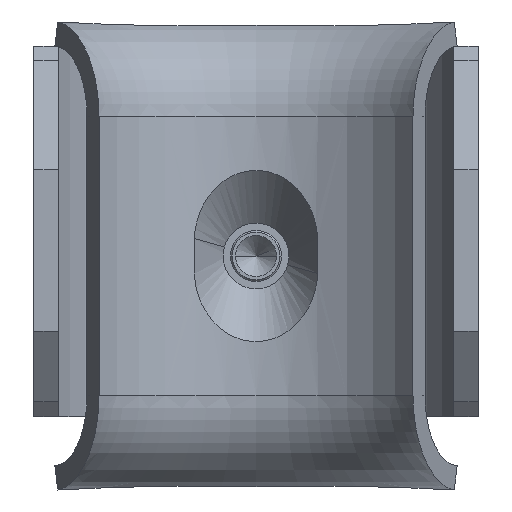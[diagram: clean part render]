
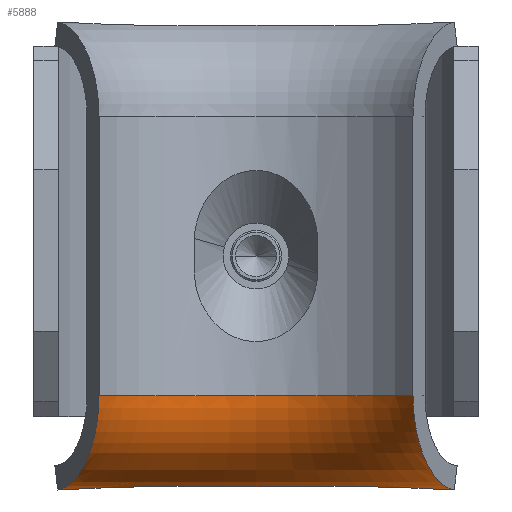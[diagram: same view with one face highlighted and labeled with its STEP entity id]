
A CAD part, front view. The second image highlights one B-rep face of the part: STEP entity #5888.
In plain terms, the highlighted toroidal (fillet/blend) face has major radius 16.75 mm and minor radius 5.75 mm.
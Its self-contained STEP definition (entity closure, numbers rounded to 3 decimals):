
#43 = CARTESIAN_POINT ( 'NONE',  ( 10.987, 1.337, -13.559 ) ) ;
#179 = CARTESIAN_POINT ( 'NONE',  ( 9.539, -1.916, -8.861 ) ) ;
#350 = AXIS2_PLACEMENT_3D ( 'NONE', #7788, #11887, #9996 ) ;
#370 = EDGE_CURVE ( 'NONE', #12785, #3295, #3948, .T. ) ;
#523 = CARTESIAN_POINT ( 'NONE',  ( -11.428, 2.327, -13.966 ) ) ;
#635 = EDGE_CURVE ( 'NONE', #5729, #10591, #11327, .T. ) ;
#789 = CARTESIAN_POINT ( 'NONE',  ( 1.059, 7.75, -14. ) ) ;
#898 = B_SPLINE_CURVE_WITH_KNOTS ( 'NONE', 3,
 ( #3753, #10125, #5899, #7846, #9989, #789, #2748, #12146, #9922, #923 ),
 .UNSPECIFIED., .F., .F.,
 ( 4, 2, 2, 2, 4 ),
 ( 0., 0.25, 0.5, 0.75, 1. ),
 .UNSPECIFIED. ) ;
#923 = CARTESIAN_POINT ( 'NONE',  ( 6.162, 6.426, -13.996 ) ) ;
#1068 = CARTESIAN_POINT ( 'NONE',  ( 9.534, -1.927, -8.473 ) ) ;
#1133 = CARTESIAN_POINT ( 'NONE',  ( 9.558, -1.872, -9.244 ) ) ;
#1198 = CARTESIAN_POINT ( 'NONE',  ( 10.583, 0.431, -12.988 ) ) ;
#1341 = CARTESIAN_POINT ( 'NONE',  ( -11.277, 1.989, -13.85 ) ) ;
#1546 = CARTESIAN_POINT ( 'NONE',  ( -10.848, 1.026, -13.387 ) ) ;
#1765 = CARTESIAN_POINT ( 'NONE',  ( -7.147, 5.982, -13.994 ) ) ;
#2087 = CARTESIAN_POINT ( 'NONE',  ( 11.885, 3.353, -14.189 ) ) ;
#2160 = CARTESIAN_POINT ( 'NONE',  ( -10.583, 0.431, -12.988 ) ) ;
#2216 = CARTESIAN_POINT ( 'NONE',  ( 11.277, 1.989, -13.85 ) ) ;
#2283 = CARTESIAN_POINT ( 'NONE',  ( 10.848, 1.026, -13.387 ) ) ;
#2293 = CARTESIAN_POINT ( 'NONE',  ( -10.987, 1.337, -13.559 ) ) ;
#2594 = ORIENTED_EDGE ( 'NONE', *, *, #12610, .F. ) ;
#2733 = CARTESIAN_POINT ( 'NONE',  ( 10.083, 4.616, -14.123 ) ) ;
#2748 = CARTESIAN_POINT ( 'NONE',  ( 2.117, 7.637, -14. ) ) ;
#2781 = AXIS2_PLACEMENT_3D ( 'NONE', #8190, #10072, #7179 ) ;
#2993 = EDGE_CURVE ( 'NONE', #7254, #5729, #9148, .T. ) ;
#3090 = CARTESIAN_POINT ( 'NONE',  ( 10.219, -0.387, -12.252 ) ) ;
#3163 = CARTESIAN_POINT ( 'NONE',  ( -9.686, -1.585, -10.356 ) ) ;
#3295 = VERTEX_POINT ( 'NONE', #8973 ) ;
#3706 = ORIENTED_EDGE ( 'NONE', *, *, #2993, .T. ) ;
#3753 = CARTESIAN_POINT ( 'NONE',  ( -6.162, 6.426, -13.996 ) ) ;
#3948 = B_SPLINE_CURVE_WITH_KNOTS ( 'NONE', 3,
 ( #6820, #12945, #2733, #5820, #9908, #4810 ),
 .UNSPECIFIED., .F., .F.,
 ( 4, 2, 4 ),
 ( 0.007, 0.01, 0.013 ),
 .UNSPECIFIED. ) ;
#4162 = CARTESIAN_POINT ( 'NONE',  ( 12.041, 3.704, -14.212 ) ) ;
#4170 = CARTESIAN_POINT ( 'NONE',  ( -9.558, -1.872, -9.244 ) ) ;
#4294 = CARTESIAN_POINT ( 'NONE',  ( 10.457, 0.146, -12.761 ) ) ;
#4668 = ORIENTED_EDGE ( 'NONE', *, *, #635, .T. ) ;
#4688 = ORIENTED_EDGE ( 'NONE', *, *, #4807, .F. ) ;
#4727 = CARTESIAN_POINT ( 'NONE',  ( -12.041, 3.704, -14.212 ) ) ;
#4784 = CARTESIAN_POINT ( 'NONE',  ( -6.162, 6.426, -13.996 ) ) ;
#4807 = EDGE_CURVE ( 'NONE', #7254, #12785, #12267, .T. ) ;
#4810 = CARTESIAN_POINT ( 'NONE',  ( 6.162, 6.426, -13.996 ) ) ;
#5041 = CARTESIAN_POINT ( 'NONE',  ( -10.11, -0.633, -11.973 ) ) ;
#5164 = CARTESIAN_POINT ( 'NONE',  ( 11.731, 3.008, -14.135 ) ) ;
#5175 = CARTESIAN_POINT ( 'NONE',  ( -9.534, -1.927, -8.666 ) ) ;
#5403 = CARTESIAN_POINT ( 'NONE',  ( 9.534, -1.927, -8.473 ) ) ;
#5729 = VERTEX_POINT ( 'NONE', #8727 ) ;
#5820 = CARTESIAN_POINT ( 'NONE',  ( 8.126, 5.53, -14.027 ) ) ;
#5888 = ADVANCED_FACE ( 'NONE', ( #13310 ), #13295, .T. ) ;
#5899 = CARTESIAN_POINT ( 'NONE',  ( -4.187, 7.193, -13.998 ) ) ;
#5906 = CARTESIAN_POINT ( 'NONE',  ( -6.162, 6.426, -13.996 ) ) ;
#6052 = CARTESIAN_POINT ( 'NONE',  ( -9.539, -1.916, -8.861 ) ) ;
#6173 = CARTESIAN_POINT ( 'NONE',  ( 9.572, -1.84, -9.432 ) ) ;
#6365 = CARTESIAN_POINT ( 'NONE',  ( 9.686, -1.585, -10.356 ) ) ;
#6442 = CARTESIAN_POINT ( 'NONE',  ( 12.041, 3.704, -14.212 ) ) ;
#6820 = CARTESIAN_POINT ( 'NONE',  ( 12.041, 3.704, -14.212 ) ) ;
#7179 = DIRECTION ( 'NONE',  ( 1., 0., 0. ) ) ;
#7254 = VERTEX_POINT ( 'NONE', #5403 ) ;
#7256 = CARTESIAN_POINT ( 'NONE',  ( -10.219, -0.387, -12.252 ) ) ;
#7312 = CARTESIAN_POINT ( 'NONE',  ( 9.914, -1.074, -11.366 ) ) ;
#7376 = CARTESIAN_POINT ( 'NONE',  ( 9.534, -1.927, -8.666 ) ) ;
#7607 = EDGE_LOOP ( 'NONE', ( #7791, #8843, #4688, #3706, #4668, #2594 ) ) ;
#7788 = CARTESIAN_POINT ( 'NONE',  ( 0., -7.414, -8.473 ) ) ;
#7791 = ORIENTED_EDGE ( 'NONE', *, *, #9787, .T. ) ;
#7846 = CARTESIAN_POINT ( 'NONE',  ( -2.117, 7.637, -14. ) ) ;
#7940 = CARTESIAN_POINT ( 'NONE',  ( -8.127, 5.529, -14.027 ) ) ;
#8190 = CARTESIAN_POINT ( 'NONE',  ( 0., -7.414, -8.473 ) ) ;
#8394 = CARTESIAN_POINT ( 'NONE',  ( -9.534, -1.927, -8.473 ) ) ;
#8727 = CARTESIAN_POINT ( 'NONE',  ( -9.534, -1.927, -8.473 ) ) ;
#8843 = ORIENTED_EDGE ( 'NONE', *, *, #370, .F. ) ;
#8973 = CARTESIAN_POINT ( 'NONE',  ( 6.162, 6.426, -13.996 ) ) ;
#9011 = CARTESIAN_POINT ( 'NONE',  ( -11.06, 4.155, -14.186 ) ) ;
#9131 = CARTESIAN_POINT ( 'NONE',  ( -10.457, 0.146, -12.761 ) ) ;
#9148 = CIRCLE ( 'NONE', #350, 11. ) ;
#9225 = B_SPLINE_CURVE_WITH_KNOTS ( 'NONE', 3,
 ( #4784, #1765, #7940, #11093, #9011, #11971 ),
 .UNSPECIFIED., .F., .F.,
 ( 4, 2, 4 ),
 ( 0.012, 0.015, 0.018 ),
 .UNSPECIFIED. ) ;
#9319 = CARTESIAN_POINT ( 'NONE',  ( 9.629, -1.712, -9.991 ) ) ;
#9787 = EDGE_CURVE ( 'NONE', #13001, #3295, #898, .T. ) ;
#9908 = CARTESIAN_POINT ( 'NONE',  ( 7.146, 5.982, -13.994 ) ) ;
#9922 = CARTESIAN_POINT ( 'NONE',  ( 5.198, 6.86, -13.997 ) ) ;
#9989 = CARTESIAN_POINT ( 'NONE',  ( -1.059, 7.75, -14. ) ) ;
#9996 = DIRECTION ( 'NONE',  ( 1., 0., 0. ) ) ;
#10072 = DIRECTION ( 'NONE',  ( 0., 0., 1. ) ) ;
#10125 = CARTESIAN_POINT ( 'NONE',  ( -5.198, 6.86, -13.997 ) ) ;
#10147 = CARTESIAN_POINT ( 'NONE',  ( -9.828, -1.265, -11.043 ) ) ;
#10395 = CARTESIAN_POINT ( 'NONE',  ( 9.828, -1.265, -11.043 ) ) ;
#10470 = CARTESIAN_POINT ( 'NONE',  ( 11.428, 2.327, -13.966 ) ) ;
#10591 = VERTEX_POINT ( 'NONE', #4727 ) ;
#11093 = CARTESIAN_POINT ( 'NONE',  ( -10.084, 4.616, -14.123 ) ) ;
#11327 = B_SPLINE_CURVE_WITH_KNOTS ( 'NONE', 3,
 ( #8394, #5175, #6052, #4170, #12359, #12499, #3163, #10147, #12233, #5041, #7256, #9131, #2160, #1546, #2293, #1341, #523, #11688, #11619, #11556 ),
 .UNSPECIFIED., .F., .F.,
 ( 4, 2, 2, 2, 2, 2, 2, 2, 2, 4 ),
 ( 0.037, 0.037, 0.038, 0.039, 0.04, 0.042, 0.043, 0.044, 0.045, 0.046 ),
 .UNSPECIFIED. ) ;
#11410 = CARTESIAN_POINT ( 'NONE',  ( 10.11, -0.633, -11.973 ) ) ;
#11556 = CARTESIAN_POINT ( 'NONE',  ( -12.041, 3.704, -14.212 ) ) ;
#11619 = CARTESIAN_POINT ( 'NONE',  ( -11.885, 3.353, -14.189 ) ) ;
#11688 = CARTESIAN_POINT ( 'NONE',  ( -11.731, 3.008, -14.135 ) ) ;
#11887 = DIRECTION ( 'NONE',  ( 0., 0., 1. ) ) ;
#11971 = CARTESIAN_POINT ( 'NONE',  ( -12.041, 3.704, -14.212 ) ) ;
#12146 = CARTESIAN_POINT ( 'NONE',  ( 4.187, 7.193, -13.998 ) ) ;
#12233 = CARTESIAN_POINT ( 'NONE',  ( -9.914, -1.074, -11.366 ) ) ;
#12267 = B_SPLINE_CURVE_WITH_KNOTS ( 'NONE', 3,
 ( #1068, #7376, #179, #1133, #6173, #9319, #6365, #10395, #7312, #11410, #3090, #4294, #1198, #2283, #43, #2216, #10470, #5164, #2087, #4162 ),
 .UNSPECIFIED., .F., .F.,
 ( 4, 2, 2, 2, 2, 2, 2, 2, 2, 4 ),
 ( 0.037, 0.037, 0.038, 0.039, 0.04, 0.042, 0.043, 0.044, 0.045, 0.046 ),
 .UNSPECIFIED. ) ;
#12359 = CARTESIAN_POINT ( 'NONE',  ( -9.572, -1.84, -9.432 ) ) ;
#12499 = CARTESIAN_POINT ( 'NONE',  ( -9.629, -1.712, -9.991 ) ) ;
#12610 = EDGE_CURVE ( 'NONE', #13001, #10591, #9225, .T. ) ;
#12785 = VERTEX_POINT ( 'NONE', #6442 ) ;
#12945 = CARTESIAN_POINT ( 'NONE',  ( 11.059, 4.156, -14.186 ) ) ;
#13001 = VERTEX_POINT ( 'NONE', #5906 ) ;
#13295 = TOROIDAL_SURFACE ( 'NONE', #2781, 16.75, 5.75 ) ;
#13310 = FACE_OUTER_BOUND ( 'NONE', #7607, .T. ) ;
